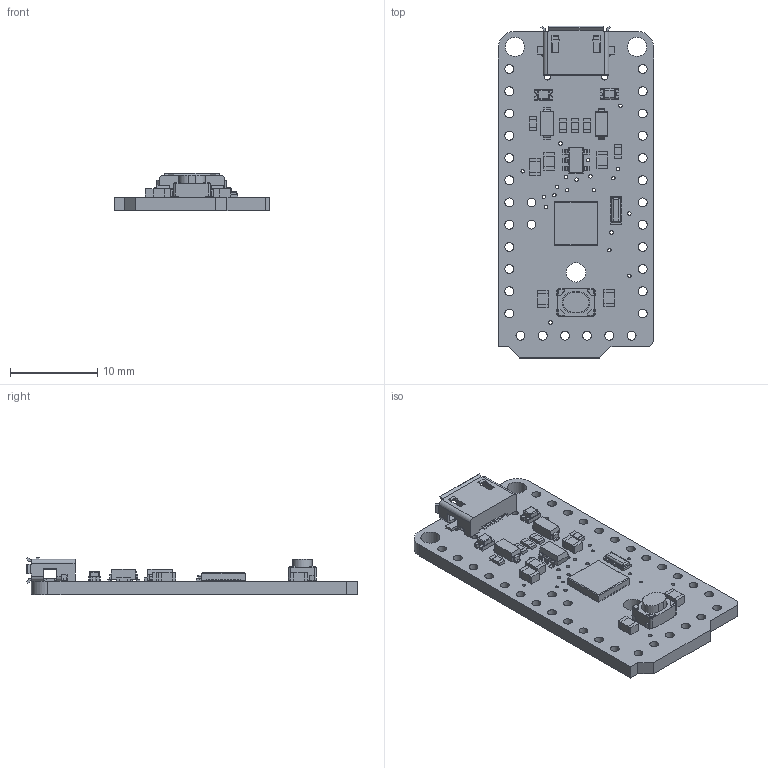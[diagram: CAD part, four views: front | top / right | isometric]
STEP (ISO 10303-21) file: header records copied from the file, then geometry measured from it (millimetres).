
FILE_DESCRIPTION(/* description */ (''),/* implementation_level */ '2;1');
FILE_NAME(/* name */ 'PCB Component.step',/* time_stamp */ '2025-04-14T13:27:32-04:00',/* author */ (''),/* organization */ (''),/* preprocessor_version */ 'ST-DEVELOPER v20.1',/* originating_system */ 'Autodesk Translation Framework v14.4.0.0',/* authorisation */ '');
FILE_SCHEMA (('AUTOMOTIVE_DESIGN { 1 0 10303 214 3 1 1 }'));
Length unit declared in the file: millimetre
Products named in the file (12): PCB Component; Board; 470 (0603); MIC5225-3.3v; 0.1uF; reset; red; SCHOTTKY; 4UCONN_20329; ATmega328P; 12MHz; 0.1uF_1
Assembly tree (20 placements, depth 2):
  PCB Component
    Board
    470 (0603)  x5
    MIC5225-3.3v
    0.1uF  x4
    reset
    red  x2
    SCHOTTKY  x2
    4UCONN_20329
    ATmega328P
    12MHz
    0.1uF_1
Bounding box: 17.78 x 37.94 x 4.34 mm (x, y, z)
Volume: 1089.9 mm3; surface area: 2274.9 mm2
Topology: 43 solids, 43 shells, 1360 faces, 3662 edges, 2340 vertices
Faces by surface type: plane 1016, cylinder 296, sphere 32, torus 8, cone 4, bspline 4
Full cylindrical faces by diameter (mm): 0.3 x6, 0.394 x24, 0.5 x3, 0.7 x4, 1 x2, 1.016 x30, 2.2 x3
Entity records: 38061 total; most frequent: CARTESIAN_POINT 6689, ORIENTED_EDGE 6304, DIRECTION 6130, EDGE_CURVE 3152, LINE 2580, VECTOR 2580, VERTEX_POINT 2028, AXIS2_PLACEMENT_3D 1775
